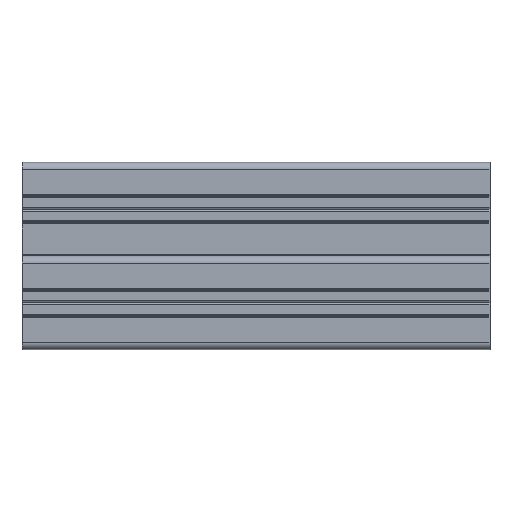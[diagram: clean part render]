
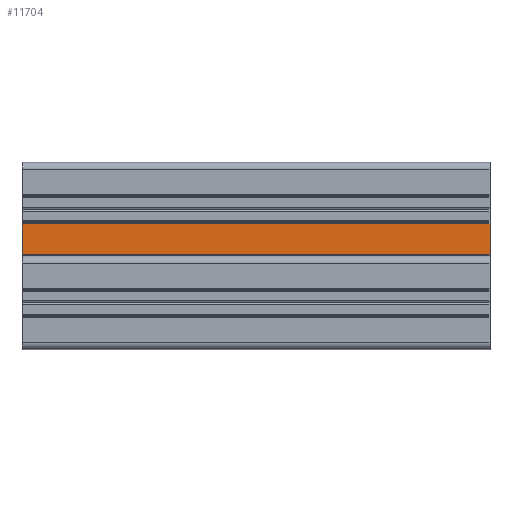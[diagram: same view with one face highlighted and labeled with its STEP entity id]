
A CAD part, left-side view. The second image highlights one B-rep face of the part: STEP entity #11704.
In plain terms, the highlighted planar face has unit normal (-1, 0, 0).
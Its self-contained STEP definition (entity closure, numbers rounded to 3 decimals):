
#67 = ORIENTED_EDGE ( 'NONE', *, *, #9198, .T. ) ;
#234 = DIRECTION ( 'NONE',  ( -1., 0., 0. ) ) ;
#743 = CARTESIAN_POINT ( 'NONE',  ( 0., 0., 0.707 ) ) ;
#869 = LINE ( 'NONE', #10931, #9120 ) ;
#909 = VERTEX_POINT ( 'NONE', #6908 ) ;
#1798 = CARTESIAN_POINT ( 'NONE',  ( 0., 0., 0.707 ) ) ;
#1812 = DIRECTION ( 'NONE',  ( 0., -1., 0. ) ) ;
#2191 = LINE ( 'NONE', #9406, #13404 ) ;
#2349 = ORIENTED_EDGE ( 'NONE', *, *, #12417, .T. ) ;
#2652 = ORIENTED_EDGE ( 'NONE', *, *, #8575, .F. ) ;
#3274 = AXIS2_PLACEMENT_3D ( 'NONE', #9633, #234, #4224 ) ;
#4224 = DIRECTION ( 'NONE',  ( 0., 0., 1. ) ) ;
#4247 = EDGE_CURVE ( 'NONE', #7360, #11883, #2191, .T. ) ;
#6441 = LINE ( 'NONE', #743, #12538 ) ;
#6727 = ORIENTED_EDGE ( 'NONE', *, *, #4247, .T. ) ;
#6908 = CARTESIAN_POINT ( 'NONE',  ( 0., 200., 0.707 ) ) ;
#7360 = VERTEX_POINT ( 'NONE', #8864 ) ;
#7825 = DIRECTION ( 'NONE',  ( 0., 0., 1. ) ) ;
#8575 = EDGE_CURVE ( 'NONE', #909, #11883, #869, .T. ) ;
#8609 = DIRECTION ( 'NONE',  ( 0., 0., 1. ) ) ;
#8664 = VERTEX_POINT ( 'NONE', #1798 ) ;
#8864 = CARTESIAN_POINT ( 'NONE',  ( 0., 0., 13.7 ) ) ;
#9120 = VECTOR ( 'NONE', #7825, 1000. ) ;
#9198 = EDGE_CURVE ( 'NONE', #909, #8664, #6441, .T. ) ;
#9406 = CARTESIAN_POINT ( 'NONE',  ( 0., 0., 13.7 ) ) ;
#9633 = CARTESIAN_POINT ( 'NONE',  ( 0., 0., 0.707 ) ) ;
#10389 = LINE ( 'NONE', #11783, #13512 ) ;
#10510 = DIRECTION ( 'NONE',  ( 0., 1., 0. ) ) ;
#10931 = CARTESIAN_POINT ( 'NONE',  ( 0., 200., 0. ) ) ;
#11360 = CARTESIAN_POINT ( 'NONE',  ( 0., 200., 13.7 ) ) ;
#11498 = FACE_OUTER_BOUND ( 'NONE', #13000, .T. ) ;
#11704 = ADVANCED_FACE ( 'NONE', ( #11498 ), #11738, .T. ) ;
#11738 = PLANE ( 'NONE',  #3274 ) ;
#11783 = CARTESIAN_POINT ( 'NONE',  ( 0., 0., 0.707 ) ) ;
#11883 = VERTEX_POINT ( 'NONE', #11360 ) ;
#12417 = EDGE_CURVE ( 'NONE', #8664, #7360, #10389, .T. ) ;
#12538 = VECTOR ( 'NONE', #1812, 1000. ) ;
#13000 = EDGE_LOOP ( 'NONE', ( #2349, #6727, #2652, #67 ) ) ;
#13404 = VECTOR ( 'NONE', #10510, 1000. ) ;
#13512 = VECTOR ( 'NONE', #8609, 1000. ) ;
